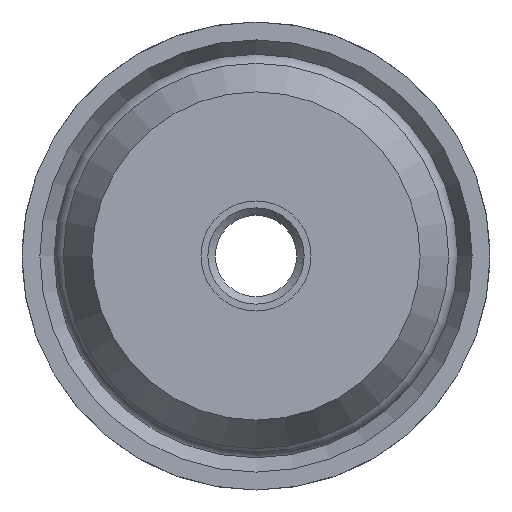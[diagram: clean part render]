
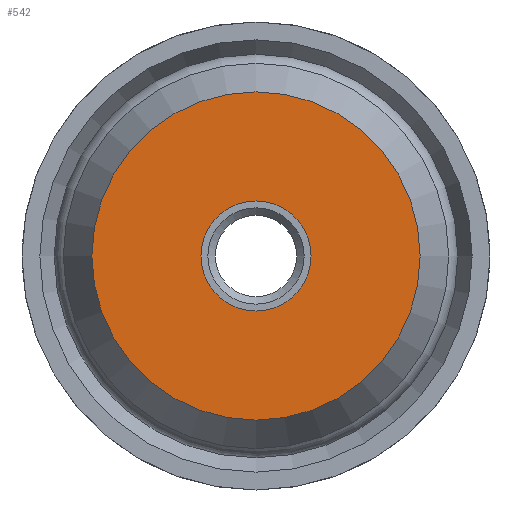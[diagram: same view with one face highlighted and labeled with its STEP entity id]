
A CAD part, front view. The second image highlights one B-rep face of the part: STEP entity #542.
In plain terms, the highlighted planar face has unit normal (0, -1, 0).
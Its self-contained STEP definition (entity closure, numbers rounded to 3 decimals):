
#542 = ADVANCED_FACE( 'NONE', ( #1129, #1130 ), #1131, .T. );
#1129 = FACE_OUTER_BOUND( '', #3681, .T. );
#1130 = FACE_BOUND( '', #3682, .T. );
#1131 = PLANE( '', #3683 );
#3681 = EDGE_LOOP( '', ( #5133 ) );
#3682 = EDGE_LOOP( '', ( #5134 ) );
#3683 = AXIS2_PLACEMENT_3D( '', #5135, #5136, #5137 );
#5133 = ORIENTED_EDGE( '', *, *, #5516, .T. );
#5134 = ORIENTED_EDGE( '', *, *, #5643, .F. );
#5135 = CARTESIAN_POINT( '', ( 0., 0., 0. ) );
#5136 = DIRECTION( '', ( 0., -1., 0. ) );
#5137 = DIRECTION( '', ( 0., 0., -1. ) );
#5516 = EDGE_CURVE( 'NONE', #6336, #6336, #6337, .T. );
#5643 = EDGE_CURVE( 'NONE', #6522, #6522, #6523, .T. );
#6336 = VERTEX_POINT( '', #8713 );
#6337 = CIRCLE( '', #8714, 5.961 );
#6522 = VERTEX_POINT( '', #9520 );
#6523 = CIRCLE( '', #9521, 2. );
#8713 = CARTESIAN_POINT( '', ( 0., 0., -5.961 ) );
#8714 = AXIS2_PLACEMENT_3D( '', #10086, #10087, #10088 );
#9520 = CARTESIAN_POINT( '', ( 0., 0., -2. ) );
#9521 = AXIS2_PLACEMENT_3D( '', #10166, #10167, #10168 );
#10086 = CARTESIAN_POINT( '', ( 0., 0., 0. ) );
#10087 = DIRECTION( '', ( 0., -1., 0. ) );
#10088 = DIRECTION( '', ( 0., 0., -1. ) );
#10166 = CARTESIAN_POINT( '', ( 0., 0., 0. ) );
#10167 = DIRECTION( '', ( 0., -1., 0. ) );
#10168 = DIRECTION( '', ( 0., 0., -1. ) );
